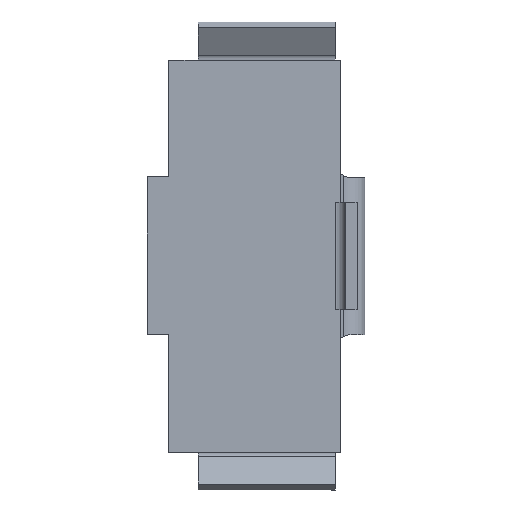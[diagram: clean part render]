
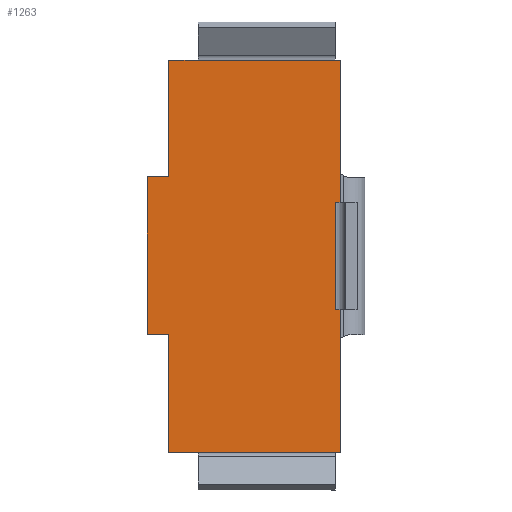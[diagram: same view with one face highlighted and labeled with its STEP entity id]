
A CAD part, top view. The second image highlights one B-rep face of the part: STEP entity #1263.
In plain terms, the highlighted planar face has unit normal (0, 0, 1).
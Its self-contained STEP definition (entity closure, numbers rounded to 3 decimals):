
#99=FACE_OUTER_BOUND('',#170,.T.);
#170=EDGE_LOOP('',(#990,#991,#992,#993,#994,#995,#996,#997,#998,#999,#1000,
#1001,#1002,#1003,#1004,#1005));
#204=LINE('',#1755,#357);
#251=LINE('',#1859,#404);
#263=LINE('',#1890,#416);
#264=LINE('',#1894,#417);
#267=LINE('',#1906,#420);
#269=LINE('',#1910,#422);
#274=LINE('',#1924,#427);
#289=LINE('',#2008,#442);
#290=LINE('',#2009,#443);
#291=LINE('',#2011,#444);
#292=LINE('',#2012,#445);
#293=LINE('',#2014,#446);
#294=LINE('',#2015,#447);
#295=LINE('',#2017,#448);
#296=LINE('',#2019,#449);
#297=LINE('',#2020,#450);
#357=VECTOR('',#1408,1000.);
#404=VECTOR('',#1497,1000.);
#416=VECTOR('',#1531,1000.);
#417=VECTOR('',#1534,1000.);
#420=VECTOR('',#1547,1000.);
#422=VECTOR('',#1553,1000.);
#427=VECTOR('',#1568,1000.);
#442=VECTOR('',#1617,1000.);
#443=VECTOR('',#1618,1000.);
#444=VECTOR('',#1619,1000.);
#445=VECTOR('',#1620,1000.);
#446=VECTOR('',#1621,1000.);
#447=VECTOR('',#1622,1000.);
#448=VECTOR('',#1623,1000.);
#449=VECTOR('',#1624,1000.);
#450=VECTOR('',#1625,1000.);
#508=VERTEX_POINT('',#1749);
#510=VERTEX_POINT('',#1753);
#541=VERTEX_POINT('',#1841);
#545=VERTEX_POINT('',#1856);
#546=VERTEX_POINT('',#1858);
#548=VERTEX_POINT('',#1864);
#551=VERTEX_POINT('',#1878);
#555=VERTEX_POINT('',#1892);
#556=VERTEX_POINT('',#1893);
#559=VERTEX_POINT('',#1904);
#560=VERTEX_POINT('',#1905);
#561=VERTEX_POINT('',#1912);
#581=VERTEX_POINT('',#2010);
#582=VERTEX_POINT('',#2013);
#583=VERTEX_POINT('',#2016);
#584=VERTEX_POINT('',#2018);
#622=EDGE_CURVE('',#510,#508,#204,.T.);
#671=EDGE_CURVE('',#545,#546,#251,.T.);
#687=EDGE_CURVE('',#541,#551,#263,.T.);
#688=EDGE_CURVE('',#555,#556,#264,.T.);
#694=EDGE_CURVE('',#559,#560,#267,.T.);
#697=EDGE_CURVE('',#559,#556,#269,.T.);
#704=EDGE_CURVE('',#548,#561,#274,.T.);
#731=EDGE_CURVE('',#508,#545,#289,.T.);
#732=EDGE_CURVE('',#510,#548,#290,.T.);
#733=EDGE_CURVE('',#561,#581,#291,.T.);
#734=EDGE_CURVE('',#581,#555,#292,.T.);
#735=EDGE_CURVE('',#582,#560,#293,.T.);
#736=EDGE_CURVE('',#551,#582,#294,.T.);
#737=EDGE_CURVE('',#583,#541,#295,.T.);
#738=EDGE_CURVE('',#583,#584,#296,.T.);
#739=EDGE_CURVE('',#584,#546,#297,.T.);
#990=ORIENTED_EDGE('',*,*,#731,.F.);
#991=ORIENTED_EDGE('',*,*,#622,.F.);
#992=ORIENTED_EDGE('',*,*,#732,.T.);
#993=ORIENTED_EDGE('',*,*,#704,.T.);
#994=ORIENTED_EDGE('',*,*,#733,.T.);
#995=ORIENTED_EDGE('',*,*,#734,.T.);
#996=ORIENTED_EDGE('',*,*,#688,.T.);
#997=ORIENTED_EDGE('',*,*,#697,.F.);
#998=ORIENTED_EDGE('',*,*,#694,.T.);
#999=ORIENTED_EDGE('',*,*,#735,.F.);
#1000=ORIENTED_EDGE('',*,*,#736,.F.);
#1001=ORIENTED_EDGE('',*,*,#687,.F.);
#1002=ORIENTED_EDGE('',*,*,#737,.F.);
#1003=ORIENTED_EDGE('',*,*,#738,.T.);
#1004=ORIENTED_EDGE('',*,*,#739,.T.);
#1005=ORIENTED_EDGE('',*,*,#671,.F.);
#1194=PLANE('',#1368);
#1263=ADVANCED_FACE('',(#99),#1194,.F.);
#1368=AXIS2_PLACEMENT_3D('',#2007,#1615,#1616);
#1408=DIRECTION('',(0.,1.,0.));
#1497=DIRECTION('',(0.,1.,0.));
#1531=DIRECTION('',(1.,0.,0.));
#1534=DIRECTION('',(-1.,0.,0.));
#1547=DIRECTION('',(1.,0.,0.));
#1553=DIRECTION('',(0.,-1.,0.));
#1568=DIRECTION('',(1.,0.,0.));
#1615=DIRECTION('center_axis',(0.,0.,
-1.));
#1616=DIRECTION('ref_axis',(0.,1.,0.));
#1617=DIRECTION('',(-1.,0.,0.));
#1618=DIRECTION('',(1.,0.,0.));
#1619=DIRECTION('',(1.,0.,0.));
#1620=DIRECTION('',(0.,1.,0.));
#1621=DIRECTION('',(0.,-1.,0.));
#1622=DIRECTION('',(1.,0.,0.));
#1623=DIRECTION('',(1.,0.,0.));
#1624=DIRECTION('',(0.,-1.,0.));
#1625=DIRECTION('',(-1.,0.,0.));
#1749=CARTESIAN_POINT('',(1.6,-2.,1.61));
#1753=CARTESIAN_POINT('',(1.6,-5.,1.61));
#1755=CARTESIAN_POINT('',(1.6,-5.,1.61));
#1841=CARTESIAN_POINT('',(2.35,5.,1.61));
#1856=CARTESIAN_POINT('',(1.045,-2.,1.61));
#1858=CARTESIAN_POINT('',(1.045,2.021,1.61));
#1859=CARTESIAN_POINT('',(1.045,-2.,1.61));
#1864=CARTESIAN_POINT('',(2.35,-5.,1.61));
#1878=CARTESIAN_POINT('',(5.85,5.,1.61));
#1890=CARTESIAN_POINT('',(1.35,5.,1.61));
#1892=CARTESIAN_POINT('',(5.98,-1.375,1.61));
#1893=CARTESIAN_POINT('',(5.85,-1.375,1.61));
#1894=CARTESIAN_POINT('',(5.85,-1.375,1.61));
#1904=CARTESIAN_POINT('',(5.85,1.375,1.61));
#1905=CARTESIAN_POINT('',(5.98,1.375,1.61));
#1906=CARTESIAN_POINT('',(5.85,1.375,1.61));
#1910=CARTESIAN_POINT('',(5.85,5.,1.61));
#1912=CARTESIAN_POINT('',(5.85,-5.,1.61));
#1924=CARTESIAN_POINT('',(1.35,-5.,1.61));
#2007=CARTESIAN_POINT('Origin',(1.35,5.,1.61));
#2008=CARTESIAN_POINT('',(5.932,-2.,1.61));
#2009=CARTESIAN_POINT('',(1.35,-5.,1.61));
#2010=CARTESIAN_POINT('',(5.98,-5.,1.61));
#2011=CARTESIAN_POINT('',(1.6,-5.,1.61));
#2012=CARTESIAN_POINT('',(5.98,-4.235,1.61));
#2013=CARTESIAN_POINT('',(5.98,5.,1.61));
#2014=CARTESIAN_POINT('',(5.98,4.235,1.61));
#2015=CARTESIAN_POINT('',(1.6,5.,1.61));
#2016=CARTESIAN_POINT('',(1.6,5.,1.61));
#2017=CARTESIAN_POINT('',(1.35,5.,1.61));
#2018=CARTESIAN_POINT('',(1.6,2.021,1.61));
#2019=CARTESIAN_POINT('',(1.6,5.,1.61));
#2020=CARTESIAN_POINT('',(5.932,2.021,1.61));
